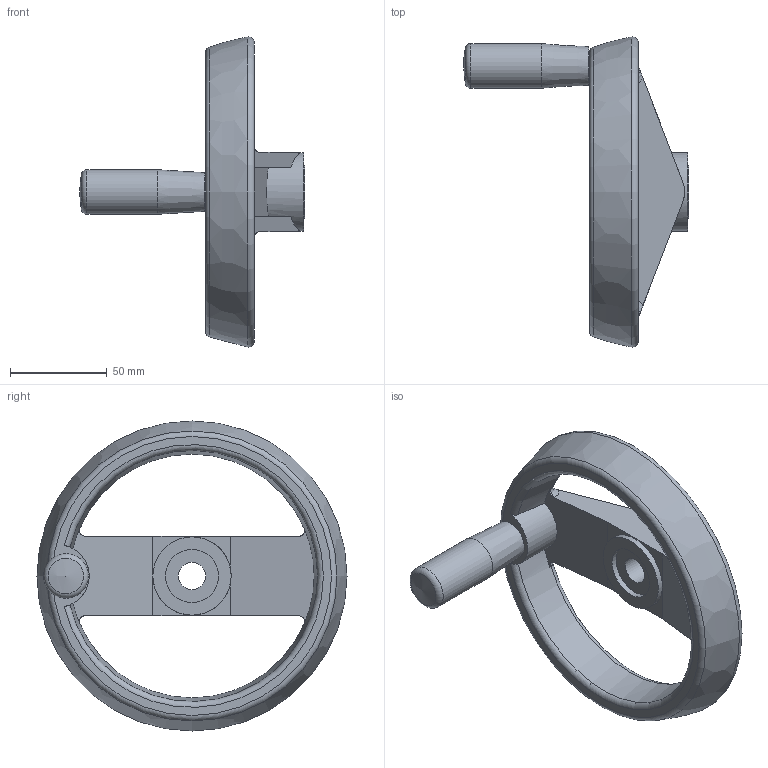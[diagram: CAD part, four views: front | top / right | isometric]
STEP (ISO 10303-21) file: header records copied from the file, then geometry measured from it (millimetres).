
FILE_DESCRIPTION(/* description */ (''),/* implementation_level */ '2;1');
FILE_NAME(/* name */ 'TW160',/* time_stamp */ '2012-11-23T16:27:56+08:00',/* author */ (''),/* organization */ (''),/* preprocessor_version */ 'ST-DEVELOPER v9',/* originating_system */ 'UGS - NX 4.0',/* authorisation */ '');
FILE_SCHEMA (('CONFIG_CONTROL_DESIGN'));
Length unit declared in the file: millimetre
Products named in the file (1): Admi9C3Bxm6b
Bounding box: 116 x 159.87 x 159.87 mm (x, y, z)
Volume: 244558.5 mm3; surface area: 55554 mm2
Topology: 1 solids, 1 shells, 61 faces, 159 edges, 102 vertices
Faces by surface type: plane 26, cylinder 16, bspline 9, torus 6, cone 3, sphere 1
Full cylindrical faces by diameter (mm): 8 x1, 10 x2, 14 x1, 23 x1, 27.313 x2, 40.313 x2
Entity records: 2150 total; most frequent: CARTESIAN_POINT 711, ORIENTED_EDGE 272, DIRECTION 269, EDGE_CURVE 136, AXIS2_PLACEMENT_3D 111, VERTEX_POINT 95, EDGE_LOOP 85, ADVANCED_FACE 61
